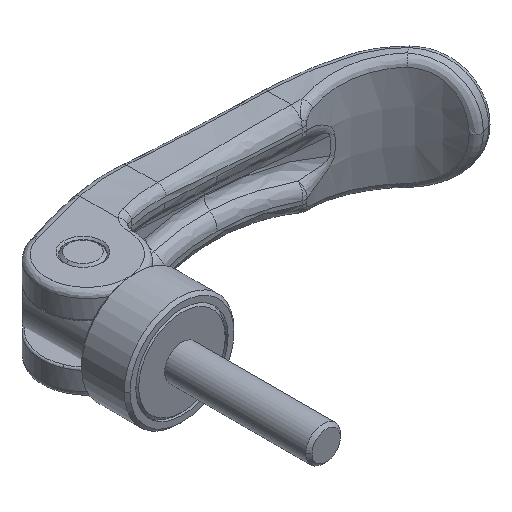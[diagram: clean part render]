
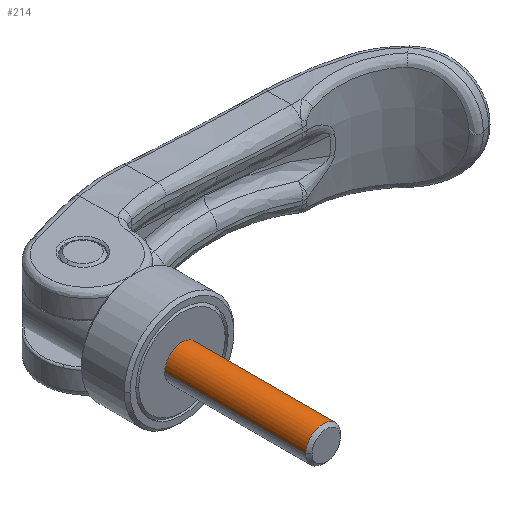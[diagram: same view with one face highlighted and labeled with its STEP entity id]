
A CAD part, isometric view. The second image highlights one B-rep face of the part: STEP entity #214.
In plain terms, the highlighted cylindrical face has radius 3 mm (diameter 6 mm), a partial arc.
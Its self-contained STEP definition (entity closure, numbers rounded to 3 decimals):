
#214=ADVANCED_FACE('',(#550),#551,.T.);
#550=FACE_OUTER_BOUND('',#1030,.T.);
#551=CYLINDRICAL_SURFACE('',#1031,3.0);
#1030=EDGE_LOOP('',(#8015,#8016,#8017,#8018));
#1031=AXIS2_PLACEMENT_3D('',#8019,#8020,#8021);
#8015=ORIENTED_EDGE('',*,*,#9066,.T.);
#8016=ORIENTED_EDGE('',*,*,#9078,.F.);
#8017=ORIENTED_EDGE('',*,*,#9068,.T.);
#8018=ORIENTED_EDGE('',*,*,#9075,.T.);
#8019=CARTESIAN_POINT('',(0.0,-12.5,0.0));
#8020=DIRECTION('',(-0.0,1.0,0.0));
#8021=DIRECTION('',(1.0,0.0,0.0));
#9066=EDGE_CURVE('',#9616,#9617,#9618,.T.);
#9068=EDGE_CURVE('',#9621,#9619,#9622,.T.);
#9075=EDGE_CURVE('',#9619,#9616,#9631,.T.);
#9078=EDGE_CURVE('',#9621,#9617,#9634,.T.);
#9616=VERTEX_POINT('',#10405);
#9617=VERTEX_POINT('',#10406);
#9618=LINE('',#10407,#10408);
#9619=VERTEX_POINT('',#10409);
#9621=VERTEX_POINT('',#10411);
#9622=LINE('',#10412,#10413);
#9631=CIRCLE('',#10424,3.0);
#9634=CIRCLE('',#10427,3.0);
#10405=CARTESIAN_POINT('',(3.0,-24.459,0.0));
#10406=CARTESIAN_POINT('',(3.0,0.0,0.0));
#10407=CARTESIAN_POINT('',(3.0,-12.5,0.));
#10408=VECTOR('',#14187,1.0);
#10409=CARTESIAN_POINT('',(-3.0,-24.459,0.));
#10411=CARTESIAN_POINT('',(-3.0,0.,0.));
#10412=CARTESIAN_POINT('',(-3.0,-12.5,0.));
#10413=VECTOR('',#14191,1.0);
#10424=AXIS2_PLACEMENT_3D('',#14200,#14201,#14202);
#10427=AXIS2_PLACEMENT_3D('',#14206,#14207,#14208);
#14187=DIRECTION('',(0.0,1.0,0.0));
#14191=DIRECTION('',(-0.0,-1.0,-0.0));
#14200=CARTESIAN_POINT('',(0.0,-24.459,0.0));
#14201=DIRECTION('',(0.,1.0,0.0));
#14202=DIRECTION('',(1.0,0.,0.0));
#14206=CARTESIAN_POINT('',(0.0,0.0,0.0));
#14207=DIRECTION('',(0.,1.0,0.0));
#14208=DIRECTION('',(1.0,0.,0.0));
